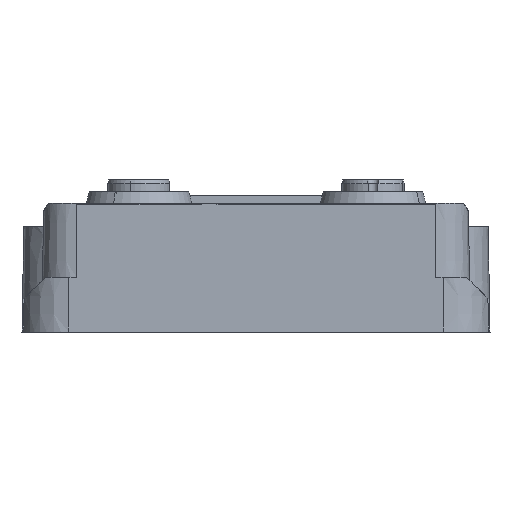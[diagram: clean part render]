
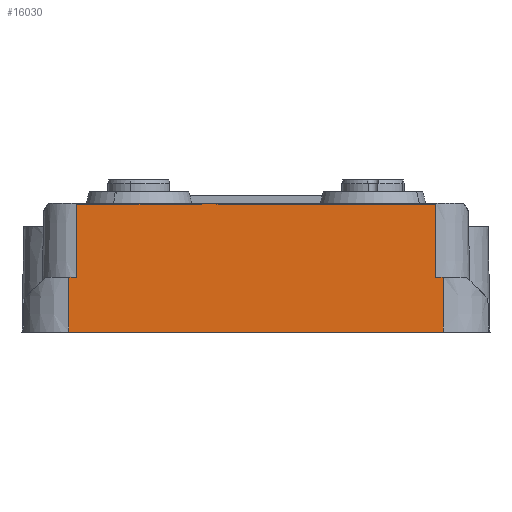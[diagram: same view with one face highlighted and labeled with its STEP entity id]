
A CAD part, front view. The second image highlights one B-rep face of the part: STEP entity #16030.
In plain terms, the highlighted planar face has unit normal (0, -1, 0.018).
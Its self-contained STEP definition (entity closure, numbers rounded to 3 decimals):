
#15978=AXIS2_PLACEMENT_3D('Plane Axis2P3D',#15975,#15976,#15977) ;
#15231=CARTESIAN_POINT('Vertex',(7.,0.288,16.5)) ;
#15234=CARTESIAN_POINT('Line Origine',(30.,0.288,16.5)) ;
#15238=CARTESIAN_POINT('Vertex',(53.,0.288,16.5)) ;
#15841=CARTESIAN_POINT('Vertex',(54.,0.,0.)) ;
#15844=CARTESIAN_POINT('Line Origine',(53.5,0.,0.)) ;
#15848=CARTESIAN_POINT('Vertex',(53.,0.,0.)) ;
#15851=CARTESIAN_POINT('Line Origine',(30.,0.,0.)) ;
#15855=CARTESIAN_POINT('Vertex',(7.,0.,0.)) ;
#15858=CARTESIAN_POINT('Line Origine',(6.5,0.,0.)) ;
#15862=CARTESIAN_POINT('Vertex',(6.,0.,0.)) ;
#15975=CARTESIAN_POINT('Axis2P3D Location',(60.,0.,0.)) ;
#15980=CARTESIAN_POINT('Line Origine',(54.,0.061,3.5)) ;
#15984=CARTESIAN_POINT('Vertex',(54.,0.122,7.)) ;
#15987=CARTESIAN_POINT('Line Origine',(30.,0.122,7.)) ;
#15991=CARTESIAN_POINT('Vertex',(53.,0.122,7.)) ;
#15994=CARTESIAN_POINT('Line Origine',(53.,0.061,3.5)) ;
#15999=CARTESIAN_POINT('Line Origine',(7.,0.061,3.5)) ;
#16003=CARTESIAN_POINT('Vertex',(7.,0.122,7.)) ;
#16006=CARTESIAN_POINT('Line Origine',(30.,0.122,7.)) ;
#16010=CARTESIAN_POINT('Vertex',(6.,0.122,7.)) ;
#16013=CARTESIAN_POINT('Line Origine',(6.,0.061,3.5)) ;
#15235=DIRECTION('Vector Direction',(-1.,0.,0.)) ;
#15845=DIRECTION('Vector Direction',(-1.,0.,0.)) ;
#15852=DIRECTION('Vector Direction',(-1.,0.,0.)) ;
#15859=DIRECTION('Vector Direction',(-1.,0.,0.)) ;
#15976=DIRECTION('Axis2P3D Direction',(0.,-1.,0.017)) ;
#15977=DIRECTION('Axis2P3D XDirection',(-1.,0.,0.)) ;
#15981=DIRECTION('Vector Direction',(0.,-0.017,-1.)) ;
#15988=DIRECTION('Vector Direction',(-1.,0.,0.)) ;
#15995=DIRECTION('Vector Direction',(0.,-0.017,-1.)) ;
#16000=DIRECTION('Vector Direction',(0.,-0.017,-1.)) ;
#16007=DIRECTION('Vector Direction',(-1.,0.,0.)) ;
#16014=DIRECTION('Vector Direction',(0.,-0.017,-1.)) ;
#15236=VECTOR('Line Direction',#15235,1.) ;
#15846=VECTOR('Line Direction',#15845,1.) ;
#15853=VECTOR('Line Direction',#15852,1.) ;
#15860=VECTOR('Line Direction',#15859,1.) ;
#15982=VECTOR('Line Direction',#15981,1.) ;
#15989=VECTOR('Line Direction',#15988,1.) ;
#15996=VECTOR('Line Direction',#15995,1.) ;
#16001=VECTOR('Line Direction',#16000,1.) ;
#16008=VECTOR('Line Direction',#16007,1.) ;
#16015=VECTOR('Line Direction',#16014,1.) ;
#16019=ORIENTED_EDGE('',*,*,#15850,.F.) ;
#16020=ORIENTED_EDGE('',*,*,#15986,.T.) ;
#16021=ORIENTED_EDGE('',*,*,#15993,.F.) ;
#16022=ORIENTED_EDGE('',*,*,#15998,.T.) ;
#16023=ORIENTED_EDGE('',*,*,#15240,.F.) ;
#16024=ORIENTED_EDGE('',*,*,#16005,.F.) ;
#16025=ORIENTED_EDGE('',*,*,#16012,.F.) ;
#16026=ORIENTED_EDGE('',*,*,#16017,.F.) ;
#16027=ORIENTED_EDGE('',*,*,#15864,.F.) ;
#16028=ORIENTED_EDGE('',*,*,#15857,.F.) ;
#16030=ADVANCED_FACE('1892080000.1\\40667_SAI_4_6_8-M_4P_5P_M12_ECO.1\\427560.1\\Gehaeuse',(#16029),#15979,.T.) ;
#15240=EDGE_CURVE('',#15232,#15239,#15237,.F.) ;
#15850=EDGE_CURVE('',#15842,#15849,#15847,.T.) ;
#15857=EDGE_CURVE('',#15849,#15856,#15854,.T.) ;
#15864=EDGE_CURVE('',#15856,#15863,#15861,.T.) ;
#15986=EDGE_CURVE('',#15842,#15985,#15983,.F.) ;
#15993=EDGE_CURVE('',#15992,#15985,#15990,.F.) ;
#15998=EDGE_CURVE('',#15992,#15239,#15997,.F.) ;
#16005=EDGE_CURVE('',#16004,#15232,#16002,.F.) ;
#16012=EDGE_CURVE('',#16011,#16004,#16009,.F.) ;
#16017=EDGE_CURVE('',#15863,#16011,#16016,.F.) ;
#16018=EDGE_LOOP('',(#16019,#16020,#16021,#16022,#16023,#16024,#16025,#16026,#16027,#16028)) ;
#16029=FACE_OUTER_BOUND('',#16018,.T.) ;
#15237=LINE('Line',#15234,#15236) ;
#15847=LINE('Line',#15844,#15846) ;
#15854=LINE('Line',#15851,#15853) ;
#15861=LINE('Line',#15858,#15860) ;
#15983=LINE('Line',#15980,#15982) ;
#15990=LINE('Line',#15987,#15989) ;
#15997=LINE('Line',#15994,#15996) ;
#16002=LINE('Line',#15999,#16001) ;
#16009=LINE('Line',#16006,#16008) ;
#16016=LINE('Line',#16013,#16015) ;
#15979=PLANE('',#15978) ;
#15232=VERTEX_POINT('',#15231) ;
#15239=VERTEX_POINT('',#15238) ;
#15842=VERTEX_POINT('',#15841) ;
#15849=VERTEX_POINT('',#15848) ;
#15856=VERTEX_POINT('',#15855) ;
#15863=VERTEX_POINT('',#15862) ;
#15985=VERTEX_POINT('',#15984) ;
#15992=VERTEX_POINT('',#15991) ;
#16004=VERTEX_POINT('',#16003) ;
#16011=VERTEX_POINT('',#16010) ;
